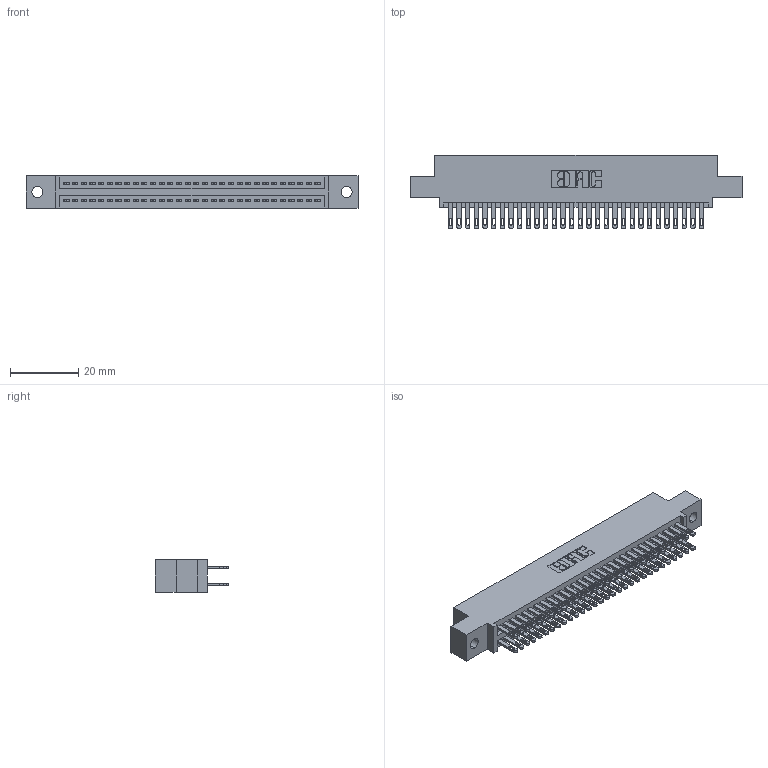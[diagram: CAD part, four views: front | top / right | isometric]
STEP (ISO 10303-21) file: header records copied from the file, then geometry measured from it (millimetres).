
FILE_DESCRIPTION (( 'STEP AP203' ), '1' );
FILE_NAME ('345-060-500-502.STEP', '2018-09-26T22:27:57', ( '' ), ( '' ), 'SwSTEP 2.0', 'SolidWorks 2016', '' );
FILE_SCHEMA (( 'CONFIG_CONTROL_DESIGN' ));
Length unit declared in the file: inch
Products named in the file (3): 345 Part_0.110 Offset - 0.128 Dia; 345-060-500-502; 345-292-001_345-293-100
Assembly tree (61 placements, depth 2):
  345-060-500-502
    345 Part_0.110 Offset - 0.128 Dia
    345-292-001_345-293-100  x60
Bounding box: 97.41 x 21.51 x 9.4 mm (x, y, z)
Volume: 9424.3 mm3; surface area: 14130.4 mm2
Topology: 61 solids, 61 shells, 2890 faces, 8813 edges, 5874 vertices
Faces by surface type: plane 1704, cylinder 1186
Entity records: 25219 total; most frequent: CARTESIAN_POINT 4240, ORIENTED_EDGE 4174, DIRECTION 3755, EDGE_CURVE 2087, LINE 1831, VECTOR 1831, VERTEX_POINT 1390, AXIS2_PLACEMENT_3D 962
